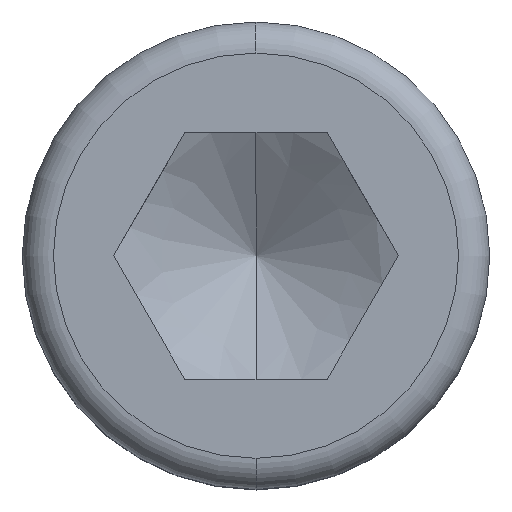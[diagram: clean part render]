
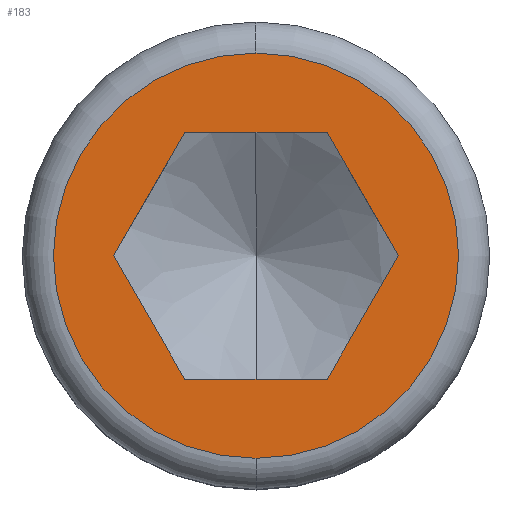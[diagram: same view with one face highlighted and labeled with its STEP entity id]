
A CAD part, top view. The second image highlights one B-rep face of the part: STEP entity #183.
In plain terms, the highlighted planar face has unit normal (0, 0, 1).
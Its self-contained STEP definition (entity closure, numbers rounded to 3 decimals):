
#139=VERTEX_POINT('',#366);
#173=VERTEX_POINT('',#406);
#179=EDGE_CURVE('',#271,#139,#412,.T.);
#183=ADVANCED_FACE('',(#417,#418),#419,.T.);
#201=EDGE_CURVE('',#267,#173,#440,.T.);
#221=EDGE_CURVE('',#279,#269,#463,.T.);
#257=VERTEX_POINT('',#506);
#261=EDGE_CURVE('',#269,#257,#510,.T.);
#265=EDGE_CURVE('',#173,#267,#514,.T.);
#267=VERTEX_POINT('',#516);
#269=VERTEX_POINT('',#518);
#271=VERTEX_POINT('',#520);
#273=EDGE_CURVE('',#317,#279,#522,.T.);
#279=VERTEX_POINT('',#528);
#311=EDGE_CURVE('',#139,#317,#562,.T.);
#317=VERTEX_POINT('',#568);
#327=EDGE_CURVE('',#257,#271,#578,.T.);
#366=CARTESIAN_POINT('',(5.485,-9.5,24.));
#406=CARTESIAN_POINT('',(0.,15.6,24.0));
#412=LINE('',#676,#677);
#417=FACE_BOUND('',#682,.T.);
#418=FACE_OUTER_BOUND('',#683,.T.);
#419=PLANE('',#684);
#440=CIRCLE('',#710,15.6);
#463=LINE('',#741,#742);
#506=CARTESIAN_POINT('',(5.485,9.5,24.));
#510=LINE('',#830,#831);
#514=CIRCLE('',#836,15.6);
#516=CARTESIAN_POINT('',(0.,-15.6,24.0));
#518=CARTESIAN_POINT('',(-5.485,9.5,24.));
#520=CARTESIAN_POINT('',(10.97,0.,24.));
#522=LINE('',#845,#846);
#528=CARTESIAN_POINT('',(-10.97,0.0,24.));
#562=LINE('',#912,#913);
#568=CARTESIAN_POINT('',(-5.485,-9.5,24.));
#578=LINE('',#955,#956);
#676=CARTESIAN_POINT('',(6.856,-7.125,24.));
#677=VECTOR('',#1041,1.0);
#682=EDGE_LOOP('',(#1051,#1052,#1053,#1054,#1055,#1056));
#683=EDGE_LOOP('',(#1057,#1058));
#684=AXIS2_PLACEMENT_3D('',#1059,#1060,#1061);
#710=AXIS2_PLACEMENT_3D('',#1093,#1094,#1095);
#741=CARTESIAN_POINT('',(-6.856,7.125,24.));
#742=VECTOR('',#1134,1.0);
#830=CARTESIAN_POINT('',(2.742,9.5,24.));
#831=VECTOR('',#1194,1.0);
#836=AXIS2_PLACEMENT_3D('',#1195,#1196,#1197);
#845=CARTESIAN_POINT('',(-9.599,-2.375,24.));
#846=VECTOR('',#1198,1.0);
#912=CARTESIAN_POINT('',(-2.742,-9.5,24.));
#913=VECTOR('',#1222,1.0);
#955=CARTESIAN_POINT('',(9.599,2.375,24.));
#956=VECTOR('',#1228,1.0);
#1041=DIRECTION('',(-0.5,-0.866,0.0));
#1051=ORIENTED_EDGE('',*,*,#273,.T.);
#1052=ORIENTED_EDGE('',*,*,#221,.T.);
#1053=ORIENTED_EDGE('',*,*,#261,.T.);
#1054=ORIENTED_EDGE('',*,*,#327,.T.);
#1055=ORIENTED_EDGE('',*,*,#179,.T.);
#1056=ORIENTED_EDGE('',*,*,#311,.T.);
#1057=ORIENTED_EDGE('',*,*,#201,.T.);
#1058=ORIENTED_EDGE('',*,*,#265,.T.);
#1059=CARTESIAN_POINT('',(0.,-14.485,24.0));
#1060=DIRECTION('',(0.0,0.0,1.0));
#1061=DIRECTION('',(0.,-1.0,0.0));
#1093=CARTESIAN_POINT('',(0.,0.,24.0));
#1094=DIRECTION('',(0.0,0.0,1.0));
#1095=DIRECTION('',(-1.0,0.0,0.0));
#1134=DIRECTION('',(0.5,0.866,0.0));
#1194=DIRECTION('',(1.0,0.0,0.0));
#1195=CARTESIAN_POINT('',(0.,0.,24.0));
#1196=DIRECTION('',(0.0,0.0,1.0));
#1197=DIRECTION('',(-1.0,0.0,0.0));
#1198=DIRECTION('',(-0.5,0.866,0.0));
#1222=DIRECTION('',(-1.0,0.0,0.0));
#1228=DIRECTION('',(0.5,-0.866,0.0));
